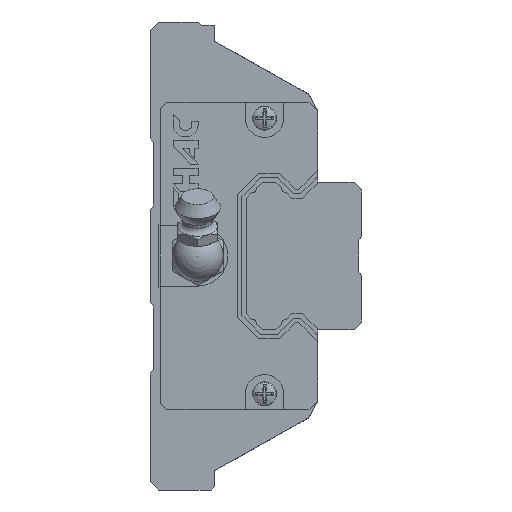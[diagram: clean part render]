
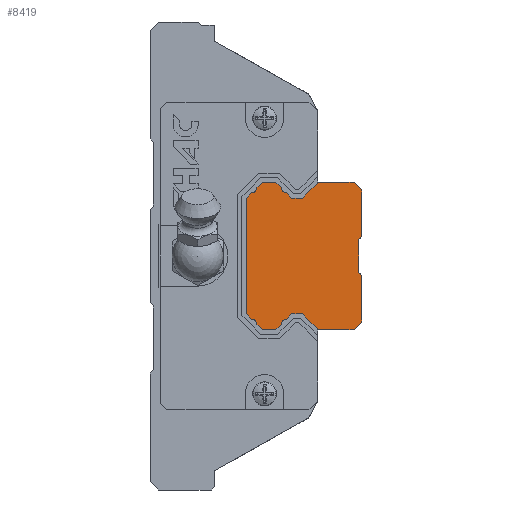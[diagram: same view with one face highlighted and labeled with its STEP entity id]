
A CAD part, left-side view. The second image highlights one B-rep face of the part: STEP entity #8419.
In plain terms, the highlighted planar face has unit normal (-1, 0, 0).
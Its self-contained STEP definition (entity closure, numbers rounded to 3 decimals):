
#206=CIRCLE('',#8956,0.812);
#213=CIRCLE('',#8977,0.812);
#215=CIRCLE('',#8983,0.812);
#225=CIRCLE('',#8997,0.812);
#385=LINE('',#12001,#1392);
#387=LINE('',#12007,#1394);
#389=LINE('',#12013,#1396);
#391=LINE('',#12017,#1398);
#395=LINE('',#12026,#1402);
#398=LINE('',#12032,#1405);
#402=LINE('',#12044,#1409);
#405=LINE('',#12050,#1412);
#408=LINE('',#12056,#1415);
#411=LINE('',#12062,#1418);
#414=LINE('',#12068,#1421);
#418=LINE('',#12076,#1425);
#420=LINE('',#12084,#1427);
#423=LINE('',#12090,#1430);
#426=LINE('',#12096,#1433);
#429=LINE('',#12102,#1436);
#432=LINE('',#12108,#1439);
#435=LINE('',#12114,#1442);
#439=LINE('',#12126,#1446);
#442=LINE('',#12132,#1449);
#445=LINE('',#12138,#1452);
#449=LINE('',#12150,#1456);
#452=LINE('',#12160,#1459);
#492=LINE('',#12252,#1499);
#1392=VECTOR('',#9647,1000.);
#1394=VECTOR('',#9653,1000.);
#1396=VECTOR('',#9659,1000.);
#1398=VECTOR('',#9663,1000.);
#1402=VECTOR('',#9669,1000.);
#1405=VECTOR('',#9674,1000.);
#1409=VECTOR('',#9686,1000.);
#1412=VECTOR('',#9691,1000.);
#1415=VECTOR('',#9696,1000.);
#1418=VECTOR('',#9701,1000.);
#1421=VECTOR('',#9706,1000.);
#1425=VECTOR('',#9714,1000.);
#1427=VECTOR('',#9728,1000.);
#1430=VECTOR('',#9733,1000.);
#1433=VECTOR('',#9738,1000.);
#1436=VECTOR('',#9743,1000.);
#1439=VECTOR('',#9748,1000.);
#1442=VECTOR('',#9753,1000.);
#1446=VECTOR('',#9765,1000.);
#1449=VECTOR('',#9770,1000.);
#1452=VECTOR('',#9775,1000.);
#1456=VECTOR('',#9787,1000.);
#1459=VECTOR('',#9796,1000.);
#1499=VECTOR('',#9850,1000.);
#2605=ORIENTED_EDGE('',*,*,#4872,.F.);
#2606=ORIENTED_EDGE('',*,*,#4995,.T.);
#2607=ORIENTED_EDGE('',*,*,#4992,.F.);
#2608=ORIENTED_EDGE('',*,*,#4946,.F.);
#2609=ORIENTED_EDGE('',*,*,#4941,.F.);
#2610=ORIENTED_EDGE('',*,*,#4938,.T.);
#2611=ORIENTED_EDGE('',*,*,#4935,.F.);
#2612=ORIENTED_EDGE('',*,*,#4932,.F.);
#2613=ORIENTED_EDGE('',*,*,#4929,.F.);
#2614=ORIENTED_EDGE('',*,*,#4926,.T.);
#2615=ORIENTED_EDGE('',*,*,#4923,.F.);
#2616=ORIENTED_EDGE('',*,*,#4920,.F.);
#2617=ORIENTED_EDGE('',*,*,#4917,.F.);
#2618=ORIENTED_EDGE('',*,*,#4914,.F.);
#2619=ORIENTED_EDGE('',*,*,#4911,.F.);
#2620=ORIENTED_EDGE('',*,*,#4908,.F.);
#2621=ORIENTED_EDGE('',*,*,#4870,.F.);
#2622=ORIENTED_EDGE('',*,*,#4867,.F.);
#2623=ORIENTED_EDGE('',*,*,#4864,.F.);
#2624=ORIENTED_EDGE('',*,*,#4902,.F.);
#2625=ORIENTED_EDGE('',*,*,#4897,.F.);
#2626=ORIENTED_EDGE('',*,*,#4894,.F.);
#2627=ORIENTED_EDGE('',*,*,#4891,.F.);
#2628=ORIENTED_EDGE('',*,*,#4888,.F.);
#2629=ORIENTED_EDGE('',*,*,#4885,.F.);
#2630=ORIENTED_EDGE('',*,*,#4882,.T.);
#2631=ORIENTED_EDGE('',*,*,#4879,.F.);
#2632=ORIENTED_EDGE('',*,*,#4876,.F.);
#4864=EDGE_CURVE('',#6090,#6091,#385,.T.);
#4867=EDGE_CURVE('',#6091,#6093,#387,.T.);
#4870=EDGE_CURVE('',#6093,#6095,#389,.T.);
#4872=EDGE_CURVE('',#6096,#6097,#391,.T.);
#4876=EDGE_CURVE('',#6097,#6100,#395,.T.);
#4879=EDGE_CURVE('',#6100,#6102,#398,.T.);
#4882=EDGE_CURVE('',#6104,#6102,#206,.T.);
#4885=EDGE_CURVE('',#6104,#6106,#402,.T.);
#4888=EDGE_CURVE('',#6106,#6108,#405,.T.);
#4891=EDGE_CURVE('',#6108,#6110,#408,.T.);
#4894=EDGE_CURVE('',#6110,#6112,#411,.T.);
#4897=EDGE_CURVE('',#6112,#6114,#414,.T.);
#4902=EDGE_CURVE('',#6114,#6090,#418,.T.);
#4908=EDGE_CURVE('',#6095,#6116,#420,.T.);
#4911=EDGE_CURVE('',#6116,#6118,#423,.T.);
#4914=EDGE_CURVE('',#6118,#6120,#426,.T.);
#4917=EDGE_CURVE('',#6120,#6122,#429,.T.);
#4920=EDGE_CURVE('',#6122,#6124,#432,.T.);
#4923=EDGE_CURVE('',#6124,#6126,#435,.T.);
#4926=EDGE_CURVE('',#6128,#6126,#213,.T.);
#4929=EDGE_CURVE('',#6128,#6130,#439,.T.);
#4932=EDGE_CURVE('',#6130,#6132,#442,.T.);
#4935=EDGE_CURVE('',#6132,#6134,#445,.T.);
#4938=EDGE_CURVE('',#6136,#6134,#215,.T.);
#4941=EDGE_CURVE('',#6136,#6138,#449,.T.);
#4946=EDGE_CURVE('',#6138,#6142,#452,.T.);
#4992=EDGE_CURVE('',#6142,#6187,#492,.T.);
#4995=EDGE_CURVE('',#6096,#6187,#225,.T.);
#6090=VERTEX_POINT('',#12000);
#6091=VERTEX_POINT('',#12002);
#6093=VERTEX_POINT('',#12008);
#6095=VERTEX_POINT('',#12014);
#6096=VERTEX_POINT('',#12018);
#6097=VERTEX_POINT('',#12019);
#6100=VERTEX_POINT('',#12027);
#6102=VERTEX_POINT('',#12033);
#6104=VERTEX_POINT('',#12039);
#6106=VERTEX_POINT('',#12045);
#6108=VERTEX_POINT('',#12051);
#6110=VERTEX_POINT('',#12057);
#6112=VERTEX_POINT('',#12063);
#6114=VERTEX_POINT('',#12069);
#6116=VERTEX_POINT('',#12085);
#6118=VERTEX_POINT('',#12091);
#6120=VERTEX_POINT('',#12097);
#6122=VERTEX_POINT('',#12103);
#6124=VERTEX_POINT('',#12109);
#6126=VERTEX_POINT('',#12115);
#6128=VERTEX_POINT('',#12121);
#6130=VERTEX_POINT('',#12127);
#6132=VERTEX_POINT('',#12133);
#6134=VERTEX_POINT('',#12139);
#6136=VERTEX_POINT('',#12145);
#6138=VERTEX_POINT('',#12151);
#6142=VERTEX_POINT('',#12161);
#6187=VERTEX_POINT('',#12253);
#6964=EDGE_LOOP('',(#2605,#2606,#2607,#2608,#2609,#2610,#2611,#2612,#2613,
#2614,#2615,#2616,#2617,#2618,#2619,#2620,#2621,#2622,#2623,#2624,#2625,
#2626,#2627,#2628,#2629,#2630,#2631,#2632));
#7507=FACE_BOUND('',#6964,.T.);
#8040=PLANE('',#9000);
#8419=ADVANCED_FACE('',(#7507),#8040,.F.);
#8956=AXIS2_PLACEMENT_3D('',#12038,#9679,#9680);
#8977=AXIS2_PLACEMENT_3D('',#12120,#9758,#9759);
#8983=AXIS2_PLACEMENT_3D('',#12144,#9780,#9781);
#8997=AXIS2_PLACEMENT_3D('',#12258,#9855,#9856);
#9000=AXIS2_PLACEMENT_3D('',#12261,#9861,#9862);
#9647=DIRECTION('',(0.,0.707,-0.707));
#9653=DIRECTION('',(0.,0.,-1.));
#9659=DIRECTION('',(0.,-0.707,-0.707));
#9663=DIRECTION('',(0.,-0.707,0.707));
#9669=DIRECTION('',(0.,-1.,0.));
#9674=DIRECTION('',(0.,-0.707,-0.707));
#9679=DIRECTION('',(1.,0.,0.));
#9680=DIRECTION('',(0.,0.,-1.));
#9686=DIRECTION('',(0.,-0.707,-0.707));
#9691=DIRECTION('',(0.,-1.,0.));
#9696=DIRECTION('',(0.,-0.707,0.707));
#9701=DIRECTION('',(0.,-1.,0.));
#9706=DIRECTION('',(0.,-0.707,-0.707));
#9714=DIRECTION('',(0.,0.,-1.));
#9728=DIRECTION('',(0.,0.,-1.));
#9733=DIRECTION('',(0.,0.707,-0.707));
#9738=DIRECTION('',(0.,1.,0.));
#9743=DIRECTION('',(0.,0.707,0.707));
#9748=DIRECTION('',(0.,1.,0.));
#9753=DIRECTION('',(0.,0.707,-0.707));
#9758=DIRECTION('',(1.,0.,0.));
#9759=DIRECTION('',(0.,0.,-1.));
#9765=DIRECTION('',(0.,0.707,-0.707));
#9770=DIRECTION('',(0.,1.,0.));
#9775=DIRECTION('',(0.,0.707,0.707));
#9780=DIRECTION('',(1.,0.,0.));
#9781=DIRECTION('',(0.,0.,-1.));
#9787=DIRECTION('',(0.,0.707,0.707));
#9796=DIRECTION('',(0.,0.,1.));
#9850=DIRECTION('',(0.,-0.707,0.707));
#9855=DIRECTION('',(1.,0.,0.));
#9856=DIRECTION('',(0.,0.,-1.));
#9861=DIRECTION('',(1.,0.,0.));
#9862=DIRECTION('',(0.,0.,-1.));
#12000=CARTESIAN_POINT('',(-50.,0.,3.));
#12001=CARTESIAN_POINT('',(-50.,0.,3.));
#12002=CARTESIAN_POINT('',(-50.,0.5,2.5));
#12007=CARTESIAN_POINT('',(-50.,0.5,2.5));
#12008=CARTESIAN_POINT('',(-50.,0.5,-2.5));
#12013=CARTESIAN_POINT('',(-50.,0.5,-2.5));
#12014=CARTESIAN_POINT('',(-50.,0.,-3.));
#12017=CARTESIAN_POINT('',(-50.,16.348,10.674));
#12018=CARTESIAN_POINT('',(-50.,16.348,10.674));
#12019=CARTESIAN_POINT('',(-50.,15.522,11.5));
#12026=CARTESIAN_POINT('',(-50.,15.522,11.5));
#12027=CARTESIAN_POINT('',(-50.,13.398,11.5));
#12032=CARTESIAN_POINT('',(-50.,13.398,11.5));
#12033=CARTESIAN_POINT('',(-50.,12.572,10.674));
#12038=CARTESIAN_POINT('',(-50.,11.76,10.66));
#12039=CARTESIAN_POINT('',(-50.,11.746,9.848));
#12044=CARTESIAN_POINT('',(-50.,11.746,9.848));
#12045=CARTESIAN_POINT('',(-50.,10.92,9.022));
#12050=CARTESIAN_POINT('',(-50.,10.92,9.022));
#12051=CARTESIAN_POINT('',(-50.,9.253,9.022));
#12056=CARTESIAN_POINT('',(-50.,9.253,9.022));
#12057=CARTESIAN_POINT('',(-50.,6.775,11.5));
#12062=CARTESIAN_POINT('',(-50.,6.775,11.5));
#12063=CARTESIAN_POINT('',(-50.,1.2,11.5));
#12068=CARTESIAN_POINT('',(-50.,1.2,11.5));
#12069=CARTESIAN_POINT('',(-50.,0.,10.3));
#12076=CARTESIAN_POINT('',(-50.,0.,10.3));
#12084=CARTESIAN_POINT('',(-50.,0.,-3.));
#12085=CARTESIAN_POINT('',(-50.,0.,-10.3));
#12090=CARTESIAN_POINT('',(-50.,0.,-10.3));
#12091=CARTESIAN_POINT('',(-50.,1.2,-11.5));
#12096=CARTESIAN_POINT('',(-50.,1.2,-11.5));
#12097=CARTESIAN_POINT('',(-50.,6.775,-11.5));
#12102=CARTESIAN_POINT('',(-50.,6.775,-11.5));
#12103=CARTESIAN_POINT('',(-50.,9.253,-9.022));
#12108=CARTESIAN_POINT('',(-50.,9.253,-9.022));
#12109=CARTESIAN_POINT('',(-50.,10.92,-9.022));
#12114=CARTESIAN_POINT('',(-50.,10.92,-9.022));
#12115=CARTESIAN_POINT('',(-50.,11.746,-9.848));
#12120=CARTESIAN_POINT('',(-50.,11.76,-10.66));
#12121=CARTESIAN_POINT('',(-50.,12.572,-10.674));
#12126=CARTESIAN_POINT('',(-50.,12.572,-10.674));
#12127=CARTESIAN_POINT('',(-50.,13.398,-11.5));
#12132=CARTESIAN_POINT('',(-50.,13.398,-11.5));
#12133=CARTESIAN_POINT('',(-50.,15.522,-11.5));
#12138=CARTESIAN_POINT('',(-50.,15.522,-11.5));
#12139=CARTESIAN_POINT('',(-50.,16.348,-10.674));
#12144=CARTESIAN_POINT('',(-50.,17.16,-10.66));
#12145=CARTESIAN_POINT('',(-50.,17.174,-9.848));
#12150=CARTESIAN_POINT('',(-50.,17.174,-9.848));
#12151=CARTESIAN_POINT('',(-50.,18.,-9.022));
#12160=CARTESIAN_POINT('',(-50.,18.,-9.022));
#12161=CARTESIAN_POINT('',(-50.,18.,9.022));
#12252=CARTESIAN_POINT('',(-50.,18.,9.022));
#12253=CARTESIAN_POINT('',(-50.,17.174,9.848));
#12258=CARTESIAN_POINT('',(-50.,17.16,10.66));
#12261=CARTESIAN_POINT('',(-50.,11.76,10.66));
